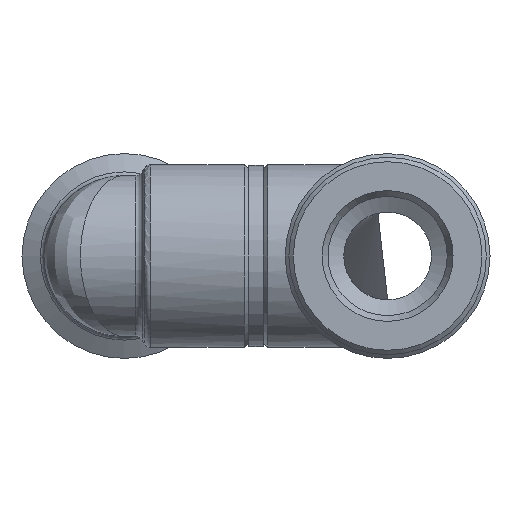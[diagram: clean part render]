
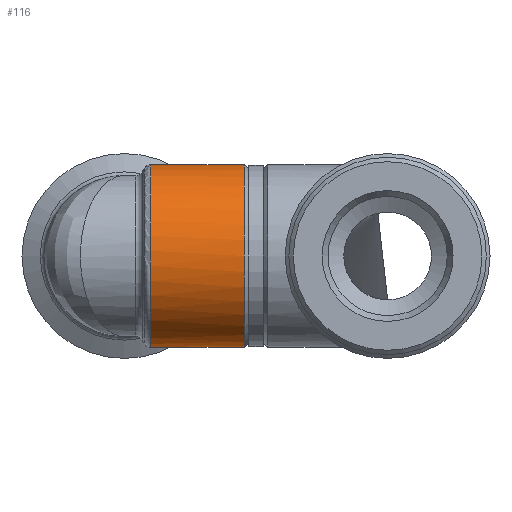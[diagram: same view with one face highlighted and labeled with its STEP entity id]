
A CAD part, left-side view. The second image highlights one B-rep face of the part: STEP entity #116.
In plain terms, the highlighted cylindrical face has radius 6.25 mm (diameter 12.5 mm), a full revolution.
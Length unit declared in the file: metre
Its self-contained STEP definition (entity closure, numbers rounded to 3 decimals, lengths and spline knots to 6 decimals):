
#116 = ADVANCED_FACE( 'NONE', ( #303, #304 ), #305, .T. );
#303 = FACE_OUTER_BOUND( '', #639, .T. );
#304 = FACE_OUTER_BOUND( '', #640, .T. );
#305 = CYLINDRICAL_SURFACE( '', #641, 0.00625 );
#639 = EDGE_LOOP( '', ( #1640, #1641 ) );
#640 = EDGE_LOOP( '', ( #1642 ) );
#641 = AXIS2_PLACEMENT_3D( '', #1643, #1644, #1645 );
#1640 = ORIENTED_EDGE( '', *, *, #2135, .T. );
#1641 = ORIENTED_EDGE( '', *, *, #2136, .T. );
#1642 = ORIENTED_EDGE( '', *, *, #2119, .F. );
#1643 = CARTESIAN_POINT( '', ( 0., 0.014805, 0. ) );
#1644 = DIRECTION( '', ( 0., -1., 0. ) );
#1645 = DIRECTION( '', ( 0., 0., 1. ) );
#2119 = EDGE_CURVE( 'NONE', #2321, #2321, #2322, .T. );
#2135 = EDGE_CURVE( 'NONE', #2349, #2350, #2351, .T. );
#2136 = EDGE_CURVE( 'NONE', #2350, #2349, #2352, .T. );
#2321 = VERTEX_POINT( '', #2624 );
#2322 = CIRCLE( '', #2625, 0.00625 );
#2349 = VERTEX_POINT( 'NONE', #2718 );
#2350 = VERTEX_POINT( 'NONE', #2719 );
#2351 = CIRCLE( '', #2720, 0.00625 );
#2352 = B_SPLINE_CURVE_WITH_KNOTS( '', 3, ( #2721, #2722, #2723, #2724, #2725, #2726, #2727, #2728, #2729, #2730, #2731, #2732, #2733, #2734, #2735, #2736, #2737, #2738, #2739, #2740, #2741, #2742, #2743, #2744, #2745, #2746, #2747, #2748 ), .UNSPECIFIED., .F., .F., ( 4, 1, 1, 1, 1, 1, 1, 1, 1, 1, 1, 1, 1, 1, 1, 1, 1, 1, 1, 1, 1, 1, 1, 1, 1, 4 ), ( 0., 0.014927, 0.030331, 0.046234, 0.062653, 0.09333, 0.124982, 0.156304, 0.187673, 0.249889, 0.314435, 0.37507, 0.438768, 0.500284, 0.561787, 0.625497, 0.686013, 0.750428, 0.812513, 0.84384, 0.875123, 0.90678, 0.937466, 0.959199, 0.980028, 1. ), .UNSPECIFIED. );
#2624 = CARTESIAN_POINT( '', ( 0., 0.0008, 0.00625 ) );
#2625 = AXIS2_PLACEMENT_3D( '', #3399, #3400, #3401 );
#2718 = CARTESIAN_POINT( '', ( 0.003308, 0.007211, 0.005303 ) );
#2719 = CARTESIAN_POINT( '', ( 0.003308, 0.007211, -0.005303 ) );
#2720 = AXIS2_PLACEMENT_3D( '', #3420, #3421, #3422 );
#2721 = CARTESIAN_POINT( '', ( 0.003308, 0.007211, -0.005303 ) );
#2722 = CARTESIAN_POINT( '', ( 0.00334, 0.007143, -0.005282 ) );
#2723 = CARTESIAN_POINT( '', ( 0.003407, 0.007003, -0.00524 ) );
#2724 = CARTESIAN_POINT( '', ( 0.003515, 0.006796, -0.005169 ) );
#2725 = CARTESIAN_POINT( '', ( 0.003631, 0.006587, -0.005088 ) );
#2726 = CARTESIAN_POINT( '', ( 0.003788, 0.006318, -0.004973 ) );
#2727 = CARTESIAN_POINT( '', ( 0.003992, 0.005992, -0.004813 ) );
#2728 = CARTESIAN_POINT( '', ( 0.004239, 0.005621, -0.004597 ) );
#2729 = CARTESIAN_POINT( '', ( 0.004488, 0.005265, -0.004354 ) );
#2730 = CARTESIAN_POINT( '', ( 0.004815, 0.004815, -0.003998 ) );
#2731 = CARTESIAN_POINT( '', ( 0.005213, 0.004291, -0.003479 ) );
#2732 = CARTESIAN_POINT( '', ( 0.005634, 0.003758, -0.002753 ) );
#2733 = CARTESIAN_POINT( '', ( 0.005975, 0.003335, -0.00191 ) );
#2734 = CARTESIAN_POINT( '', ( 0.006198, 0.003063, -0.000984 ) );
#2735 = CARTESIAN_POINT( '', ( 0.006276, 0.002969, 0.000004 ) );
#2736 = CARTESIAN_POINT( '', ( 0.006197, 0.003065, 0.000993 ) );
#2737 = CARTESIAN_POINT( '', ( 0.005973, 0.003338, 0.001917 ) );
#2738 = CARTESIAN_POINT( '', ( 0.005631, 0.003761, 0.002758 ) );
#2739 = CARTESIAN_POINT( '', ( 0.005211, 0.004294, 0.003483 ) );
#2740 = CARTESIAN_POINT( '', ( 0.004813, 0.004818, 0.004 ) );
#2741 = CARTESIAN_POINT( '', ( 0.004487, 0.005266, 0.004355 ) );
#2742 = CARTESIAN_POINT( '', ( 0.004238, 0.005623, 0.004598 ) );
#2743 = CARTESIAN_POINT( '', ( 0.003991, 0.005993, 0.004813 ) );
#2744 = CARTESIAN_POINT( '', ( 0.003774, 0.006341, 0.004984 ) );
#2745 = CARTESIAN_POINT( '', ( 0.003591, 0.006656, 0.005116 ) );
#2746 = CARTESIAN_POINT( '', ( 0.003442, 0.006932, 0.005218 ) );
#2747 = CARTESIAN_POINT( '', ( 0.003352, 0.00712, 0.005275 ) );
#2748 = CARTESIAN_POINT( '', ( 0.003308, 0.007211, 0.005303 ) );
#3399 = CARTESIAN_POINT( '', ( 0., 0.0008, 0. ) );
#3400 = DIRECTION( '', ( 0., -1., 0. ) );
#3401 = DIRECTION( '', ( 0., 0., 1. ) );
#3420 = CARTESIAN_POINT( '', ( 0., 0.007211, 0. ) );
#3421 = DIRECTION( '', ( 0., -1., 0. ) );
#3422 = DIRECTION( '', ( 0., 0., -1. ) );
